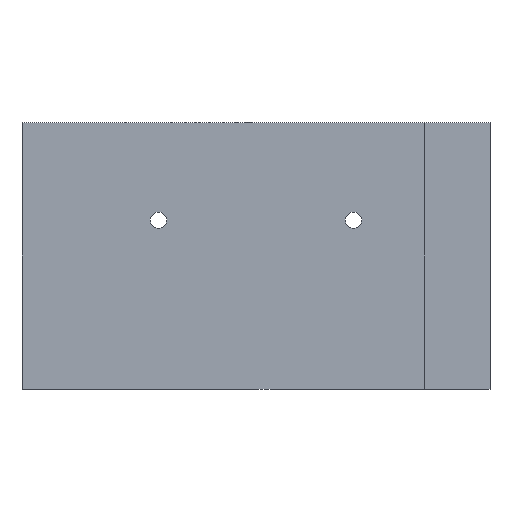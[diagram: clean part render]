
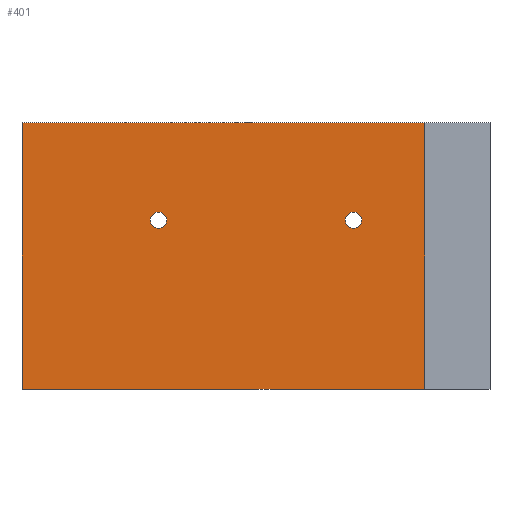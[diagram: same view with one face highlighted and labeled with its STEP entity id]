
A CAD part, front view. The second image highlights one B-rep face of the part: STEP entity #401.
In plain terms, the highlighted planar face has unit normal (0, -1, 0).
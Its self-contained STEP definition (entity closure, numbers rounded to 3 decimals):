
#264=AXIS2_PLACEMENT_3D('Plane Axis2P3D',#261,#262,#263) ;
#367=AXIS2_PLACEMENT_3D('Circle Axis2P3D',#365,#366,$) ;
#376=AXIS2_PLACEMENT_3D('Circle Axis2P3D',#374,#375,$) ;
#385=AXIS2_PLACEMENT_3D('Circle Axis2P3D',#383,#384,$) ;
#394=AXIS2_PLACEMENT_3D('Circle Axis2P3D',#392,#393,$) ;
#261=CARTESIAN_POINT('Axis2P3D Location',(-72.,-22.,0.)) ;
#266=CARTESIAN_POINT('Line Origine',(52.,-22.,19.)) ;
#270=CARTESIAN_POINT('Vertex',(52.,-22.,-22.)) ;
#272=CARTESIAN_POINT('Vertex',(52.,-22.,60.)) ;
#310=CARTESIAN_POINT('Vertex',(-72.,-22.,60.)) ;
#313=CARTESIAN_POINT('Line Origine',(-10.,-22.,60.)) ;
#347=CARTESIAN_POINT('Line Origine',(-72.,-22.,19.)) ;
#351=CARTESIAN_POINT('Vertex',(-72.,-22.,-22.)) ;
#354=CARTESIAN_POINT('Line Origine',(-10.,-22.,-22.)) ;
#365=CARTESIAN_POINT('Axis2P3D Location',(30.,-22.,30.)) ;
#369=CARTESIAN_POINT('Vertex',(32.5,-22.,30.)) ;
#371=CARTESIAN_POINT('Vertex',(27.5,-22.,30.)) ;
#374=CARTESIAN_POINT('Axis2P3D Location',(30.,-22.,30.)) ;
#383=CARTESIAN_POINT('Axis2P3D Location',(-30.,-22.,30.)) ;
#387=CARTESIAN_POINT('Vertex',(-32.5,-22.,30.)) ;
#389=CARTESIAN_POINT('Vertex',(-27.5,-22.,30.)) ;
#392=CARTESIAN_POINT('Axis2P3D Location',(-30.,-22.,30.)) ;
#262=DIRECTION('Axis2P3D Direction',(0.,-1.,0.)) ;
#263=DIRECTION('Axis2P3D XDirection',(1.,0.,0.)) ;
#267=DIRECTION('Vector Direction',(0.,0.,1.)) ;
#314=DIRECTION('Vector Direction',(1.,0.,0.)) ;
#348=DIRECTION('Vector Direction',(0.,0.,1.)) ;
#355=DIRECTION('Vector Direction',(1.,0.,0.)) ;
#366=DIRECTION('Axis2P3D Direction',(0.,-1.,0.)) ;
#375=DIRECTION('Axis2P3D Direction',(0.,-1.,0.)) ;
#384=DIRECTION('Axis2P3D Direction',(0.,-1.,0.)) ;
#393=DIRECTION('Axis2P3D Direction',(0.,-1.,0.)) ;
#268=VECTOR('Line Direction',#267,1.) ;
#315=VECTOR('Line Direction',#314,1.) ;
#349=VECTOR('Line Direction',#348,1.) ;
#356=VECTOR('Line Direction',#355,1.) ;
#360=ORIENTED_EDGE('',*,*,#353,.F.) ;
#361=ORIENTED_EDGE('',*,*,#358,.T.) ;
#362=ORIENTED_EDGE('',*,*,#274,.T.) ;
#363=ORIENTED_EDGE('',*,*,#317,.F.) ;
#380=ORIENTED_EDGE('',*,*,#373,.F.) ;
#381=ORIENTED_EDGE('',*,*,#378,.F.) ;
#398=ORIENTED_EDGE('',*,*,#391,.F.) ;
#399=ORIENTED_EDGE('',*,*,#396,.F.) ;
#382=FACE_BOUND('',#379,.T.) ;
#400=FACE_BOUND('',#397,.T.) ;
#401=ADVANCED_FACE('Corps principal',(#364,#382,#400),#265,.T.) ;
#368=CIRCLE('generated circle',#367,2.5) ;
#377=CIRCLE('generated circle',#376,2.5) ;
#386=CIRCLE('generated circle',#385,2.5) ;
#395=CIRCLE('generated circle',#394,2.5) ;
#274=EDGE_CURVE('',#271,#273,#269,.T.) ;
#317=EDGE_CURVE('',#311,#273,#316,.T.) ;
#353=EDGE_CURVE('',#352,#311,#350,.T.) ;
#358=EDGE_CURVE('',#352,#271,#357,.T.) ;
#373=EDGE_CURVE('',#370,#372,#368,.T.) ;
#378=EDGE_CURVE('',#372,#370,#377,.T.) ;
#391=EDGE_CURVE('',#388,#390,#386,.T.) ;
#396=EDGE_CURVE('',#390,#388,#395,.T.) ;
#359=EDGE_LOOP('',(#360,#361,#362,#363)) ;
#379=EDGE_LOOP('',(#380,#381)) ;
#397=EDGE_LOOP('',(#398,#399)) ;
#364=FACE_OUTER_BOUND('',#359,.T.) ;
#269=LINE('Line',#266,#268) ;
#316=LINE('Line',#313,#315) ;
#350=LINE('Line',#347,#349) ;
#357=LINE('Line',#354,#356) ;
#265=PLANE('Plane',#264) ;
#271=VERTEX_POINT('',#270) ;
#273=VERTEX_POINT('',#272) ;
#311=VERTEX_POINT('',#310) ;
#352=VERTEX_POINT('',#351) ;
#370=VERTEX_POINT('',#369) ;
#372=VERTEX_POINT('',#371) ;
#388=VERTEX_POINT('',#387) ;
#390=VERTEX_POINT('',#389) ;
